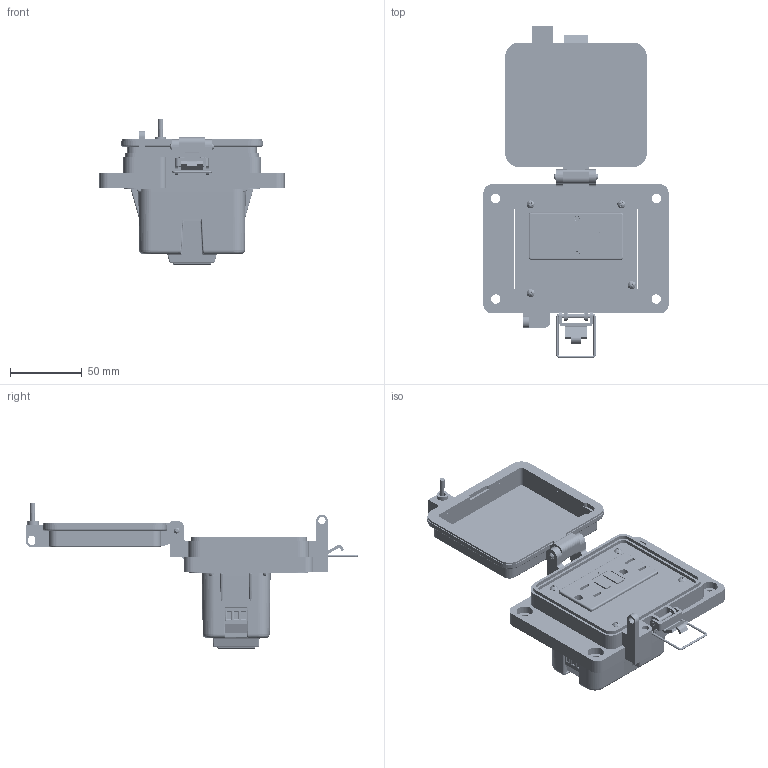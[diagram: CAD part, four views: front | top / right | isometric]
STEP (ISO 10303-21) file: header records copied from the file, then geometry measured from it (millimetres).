
FILE_DESCRIPTION (( 'STEP AP203' ), '1' );
FILE_NAME ('H-RF0-K4_3D.STEP', '2021-11-04T15:55:51', ( '' ), ( '' ), 'SwSTEP 2.0', 'SolidWorks 2019', '' );
FILE_SCHEMA (( 'CONFIG_CONTROL_DESIGN' ));
Length unit declared in the file: millimetre
Products named in the file (12): Z-000-4243316TFP; H-RF0-K4_TP060_1; H-RF0-K4_BP120_1; Z-200-OTLT-RIOF-15A; RF; -K4; 92005A124_METRIC PAN HEAD PHILLIPS MACHINE SCREW_92005A124; H-RF0-K4_FP060_1; Z-120-RIOF-SHELL; Z-200-OTLT-GFIH-15A_sheared; Z-H-K4_B; H-RF0-K4_3D
Assembly tree (17 placements, depth 4):
  H-RF0-K4_3D
    H-RF0-K4_BP120_1
    H-RF0-K4_TP060_1
    H-RF0-K4_FP060_1
    Z-000-4243316TFP  x4
    RF
      Z-200-OTLT-RIOF-15A
        Z-120-RIOF-SHELL
        Z-200-OTLT-GFIH-15A_sheared
    -K4
      Z-H-K4_B
    92005A124_METRIC PAN HEAD PHILLIPS MACHINE SCREW_92005A124  x4
Bounding box: 129 x 231.28 x 101.47 mm (x, y, z)
Volume: 292170 mm3; surface area: 182896.6 mm2
Topology: 38 solids, 44 shells, 5483 faces, 14305 edges, 9050 vertices
Faces by surface type: plane 2110, cylinder 1902, bspline 1174, cone 150, torus 89, sphere 58
Entity records: 201065 total; most frequent: CARTESIAN_POINT 94780, ORIENTED_EDGE 24428, DIRECTION 17824, EDGE_CURVE 12214, VERTEX_POINT 7673, VECTOR 6936, LINE 6936, AXIS2_PLACEMENT_3D 5444
